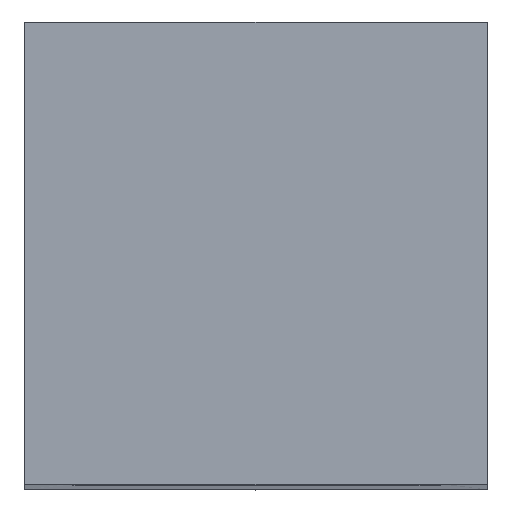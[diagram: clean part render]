
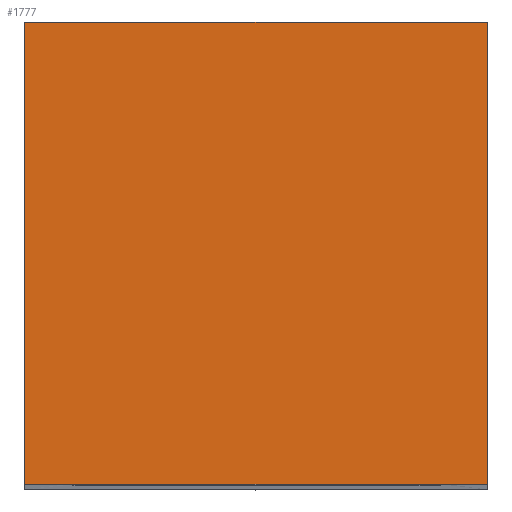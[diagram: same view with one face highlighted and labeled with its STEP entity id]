
A CAD part, top view. The second image highlights one B-rep face of the part: STEP entity #1777.
In plain terms, the highlighted face is planar.
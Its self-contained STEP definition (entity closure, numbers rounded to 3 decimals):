
#185 = AXIS2_PLACEMENT_3D ( 'NONE', #3086, #3034, #1226 ) ;
#231 = DIRECTION ( 'NONE',  ( 0., 0., 1. ) ) ;
#291 = VERTEX_POINT ( 'NONE', #2599 ) ;
#303 = EDGE_CURVE ( 'NONE', #520, #2184, #2270, .T. ) ;
#471 = VECTOR ( 'NONE', #1081, 1000. ) ;
#489 = EDGE_CURVE ( 'NONE', #291, #520, #1429, .T. ) ;
#514 = EDGE_LOOP ( 'NONE', ( #2429, #1295, #2094, #2913 ) ) ;
#520 = VERTEX_POINT ( 'NONE', #3288 ) ;
#672 = CARTESIAN_POINT ( 'NONE',  ( -4., 29.529, 4. ) ) ;
#921 = PLANE ( 'NONE',  #185 ) ;
#1051 = FACE_OUTER_BOUND ( 'NONE', #514, .T. ) ;
#1081 = DIRECTION ( 'NONE',  ( 1., 0., 0. ) ) ;
#1226 = DIRECTION ( 'NONE',  ( 0., 0., -1. ) ) ;
#1291 = CARTESIAN_POINT ( 'NONE',  ( 4., 29.529, 4. ) ) ;
#1295 = ORIENTED_EDGE ( 'NONE', *, *, #489, .F. ) ;
#1412 = VECTOR ( 'NONE', #231, 1000. ) ;
#1429 = LINE ( 'NONE', #2807, #1412 ) ;
#1565 = VECTOR ( 'NONE', #2797, 1000. ) ;
#1730 = DIRECTION ( 'NONE',  ( 0., 0., -1. ) ) ;
#1777 = ADVANCED_FACE ( 'NONE', ( #1051 ), #921, .F. ) ;
#2012 = VECTOR ( 'NONE', #1730, 1000. ) ;
#2094 = ORIENTED_EDGE ( 'NONE', *, *, #2123, .F. ) ;
#2123 = EDGE_CURVE ( 'NONE', #3129, #291, #2561, .T. ) ;
#2140 = CARTESIAN_POINT ( 'NONE',  ( -4., 29.529, 4. ) ) ;
#2184 = VERTEX_POINT ( 'NONE', #2140 ) ;
#2270 = LINE ( 'NONE', #1291, #1565 ) ;
#2429 = ORIENTED_EDGE ( 'NONE', *, *, #303, .F. ) ;
#2474 = EDGE_CURVE ( 'NONE', #2184, #3129, #2958, .T. ) ;
#2561 = LINE ( 'NONE', #2614, #471 ) ;
#2599 = CARTESIAN_POINT ( 'NONE',  ( 4., 29.529, -4. ) ) ;
#2614 = CARTESIAN_POINT ( 'NONE',  ( -4., 29.529, -4. ) ) ;
#2797 = DIRECTION ( 'NONE',  ( -1., 0., 0. ) ) ;
#2807 = CARTESIAN_POINT ( 'NONE',  ( 4., 29.529, -4. ) ) ;
#2913 = ORIENTED_EDGE ( 'NONE', *, *, #2474, .F. ) ;
#2958 = LINE ( 'NONE', #672, #2012 ) ;
#3034 = DIRECTION ( 'NONE',  ( 0., -1., 0. ) ) ;
#3086 = CARTESIAN_POINT ( 'NONE',  ( 0., 29.529, 0. ) ) ;
#3129 = VERTEX_POINT ( 'NONE', #3212 ) ;
#3212 = CARTESIAN_POINT ( 'NONE',  ( -4., 29.529, -4. ) ) ;
#3288 = CARTESIAN_POINT ( 'NONE',  ( 4., 29.529, 4. ) ) ;
